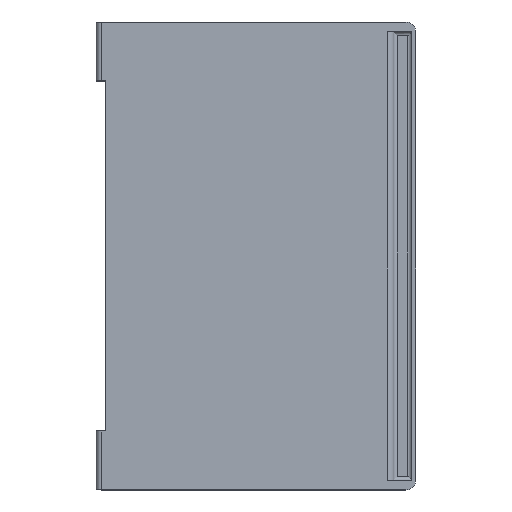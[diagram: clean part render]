
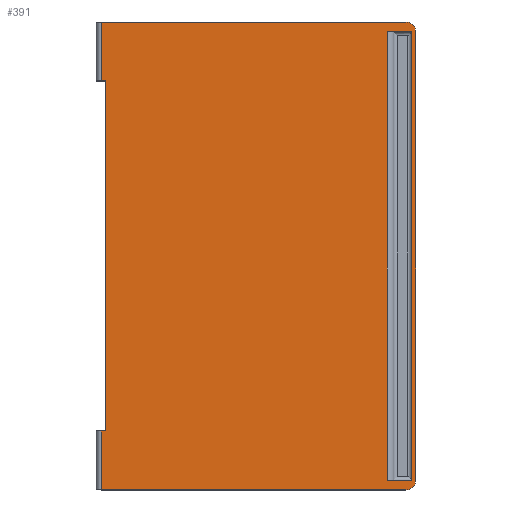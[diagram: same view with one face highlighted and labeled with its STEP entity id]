
A CAD part, top view. The second image highlights one B-rep face of the part: STEP entity #391.
In plain terms, the highlighted planar face has unit normal (0, 0, 1).
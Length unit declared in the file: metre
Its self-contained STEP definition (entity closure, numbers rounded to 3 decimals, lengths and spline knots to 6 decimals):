
#30=CIRCLE('',#428,0.005);
#31=CIRCLE('',#429,0.005);
#46=ORIENTED_EDGE('',*,*,#158,.T.);
#47=ORIENTED_EDGE('',*,*,#159,.T.);
#48=ORIENTED_EDGE('',*,*,#160,.F.);
#49=ORIENTED_EDGE('',*,*,#161,.T.);
#50=ORIENTED_EDGE('',*,*,#162,.T.);
#51=ORIENTED_EDGE('',*,*,#163,.T.);
#52=ORIENTED_EDGE('',*,*,#164,.F.);
#53=ORIENTED_EDGE('',*,*,#165,.F.);
#54=ORIENTED_EDGE('',*,*,#166,.T.);
#55=ORIENTED_EDGE('',*,*,#167,.T.);
#56=ORIENTED_EDGE('',*,*,#168,.F.);
#57=ORIENTED_EDGE('',*,*,#169,.T.);
#58=ORIENTED_EDGE('',*,*,#170,.T.);
#59=ORIENTED_EDGE('',*,*,#171,.T.);
#158=EDGE_CURVE('',#214,#215,#252,.T.);
#159=EDGE_CURVE('',#215,#216,#30,.T.);
#160=EDGE_CURVE('',#217,#216,#253,.T.);
#161=EDGE_CURVE('',#217,#218,#254,.T.);
#162=EDGE_CURVE('',#218,#219,#255,.T.);
#163=EDGE_CURVE('',#219,#220,#256,.T.);
#164=EDGE_CURVE('',#221,#220,#257,.T.);
#165=EDGE_CURVE('',#222,#221,#258,.T.);
#166=EDGE_CURVE('',#222,#223,#259,.T.);
#167=EDGE_CURVE('',#223,#214,#31,.T.);
#168=EDGE_CURVE('',#224,#225,#260,.T.);
#169=EDGE_CURVE('',#224,#226,#261,.F.);
#170=EDGE_CURVE('',#226,#227,#262,.T.);
#171=EDGE_CURVE('',#227,#225,#263,.T.);
#214=VERTEX_POINT('',#595);
#215=VERTEX_POINT('',#596);
#216=VERTEX_POINT('',#598);
#217=VERTEX_POINT('',#600);
#218=VERTEX_POINT('',#602);
#219=VERTEX_POINT('',#604);
#220=VERTEX_POINT('',#606);
#221=VERTEX_POINT('',#608);
#222=VERTEX_POINT('',#610);
#223=VERTEX_POINT('',#612);
#224=VERTEX_POINT('',#615);
#225=VERTEX_POINT('',#616);
#226=VERTEX_POINT('',#618);
#227=VERTEX_POINT('',#620);
#252=LINE('',#594,#286);
#253=LINE('',#599,#287);
#254=LINE('',#601,#288);
#255=LINE('',#603,#289);
#256=LINE('',#605,#290);
#257=LINE('',#607,#291);
#258=LINE('',#609,#292);
#259=LINE('',#611,#293);
#260=LINE('',#614,#294);
#261=LINE('',#617,#295);
#262=LINE('',#619,#296);
#263=LINE('',#621,#297);
#286=VECTOR('',#474,1.);
#287=VECTOR('',#477,1.);
#288=VECTOR('',#478,1.);
#289=VECTOR('',#479,1.);
#290=VECTOR('',#480,1.);
#291=VECTOR('',#481,1.);
#292=VECTOR('',#482,1.);
#293=VECTOR('',#483,1.);
#294=VECTOR('',#486,1.);
#295=VECTOR('',#487,1.);
#296=VECTOR('',#488,1.);
#297=VECTOR('',#489,1.);
#320=EDGE_LOOP('',(#46,#47,#48,#49,#50,#51,#52,#53,#54,#55));
#321=EDGE_LOOP('',(#56,#57,#58,#59));
#350=FACE_BOUND('',#320,.T.);
#351=FACE_BOUND('',#321,.T.);
#380=PLANE('',#427);
#391=ADVANCED_FACE('',(#350,#351),#380,.T.);
#427=AXIS2_PLACEMENT_3D('',#593,#472,#473);
#428=AXIS2_PLACEMENT_3D('',#597,#475,#476);
#429=AXIS2_PLACEMENT_3D('',#613,#484,#485);
#472=DIRECTION('',(0.,0.,1.));
#473=DIRECTION('',(1.,0.,0.));
#474=DIRECTION('',(0.,1.,0.));
#475=DIRECTION('',(0.,0.,1.));
#476=DIRECTION('',(1.,0.,0.));
#477=DIRECTION('',(1.,0.,0.));
#478=DIRECTION('',(0.,-1.,0.));
#479=DIRECTION('',(1.,0.,0.));
#480=DIRECTION('',(0.,-1.,0.));
#481=DIRECTION('',(1.,0.,0.));
#482=DIRECTION('',(0.,1.,0.));
#483=DIRECTION('',(1.,0.,0.));
#484=DIRECTION('',(0.,0.,1.));
#485=DIRECTION('',(1.,0.,0.));
#486=DIRECTION('',(1.,0.,0.));
#487=DIRECTION('',(0.,-1.,0.));
#488=DIRECTION('',(1.,0.,0.));
#489=DIRECTION('',(0.,-1.,0.));
#593=CARTESIAN_POINT('',(0.086,-0.119,0.0025));
#594=CARTESIAN_POINT('',(0.166,-0.119,0.0025));
#595=CARTESIAN_POINT('',(0.166,-0.114,0.0025));
#596=CARTESIAN_POINT('',(0.166,0.114,0.0025));
#597=CARTESIAN_POINT('',(0.161,0.114,0.0025));
#598=CARTESIAN_POINT('',(0.161,0.119,0.0025));
#599=CARTESIAN_POINT('',(0.086,0.119,0.0025));
#600=CARTESIAN_POINT('',(0.006,0.119,0.0025));
#601=CARTESIAN_POINT('',(0.006,0.119,0.0025));
#602=CARTESIAN_POINT('',(0.006,0.089,0.0025));
#603=CARTESIAN_POINT('',(0.086,0.089,0.0025));
#604=CARTESIAN_POINT('',(0.008449,0.089,0.0025));
#605=CARTESIAN_POINT('',(0.008449,0.,0.0025));
#606=CARTESIAN_POINT('',(0.008449,-0.089,0.0025));
#607=CARTESIAN_POINT('',(0.086,-0.089,0.0025));
#608=CARTESIAN_POINT('',(0.006,-0.089,0.0025));
#609=CARTESIAN_POINT('',(0.006,-0.119,0.0025));
#610=CARTESIAN_POINT('',(0.006,-0.119,0.0025));
#611=CARTESIAN_POINT('',(0.086,-0.119,0.0025));
#612=CARTESIAN_POINT('',(0.161,-0.119,0.0025));
#613=CARTESIAN_POINT('',(0.161,-0.114,0.0025));
#614=CARTESIAN_POINT('',(0.1595,-0.114,0.0025));
#615=CARTESIAN_POINT('',(0.1515,-0.114,0.0025));
#616=CARTESIAN_POINT('',(0.164,-0.114,0.0025));
#617=CARTESIAN_POINT('',(0.1515,0.114,0.0025));
#618=CARTESIAN_POINT('',(0.1515,0.114,0.0025));
#619=CARTESIAN_POINT('',(0.1595,0.114,0.0025));
#620=CARTESIAN_POINT('',(0.164,0.114,0.0025));
#621=CARTESIAN_POINT('',(0.164,0.,0.0025));
